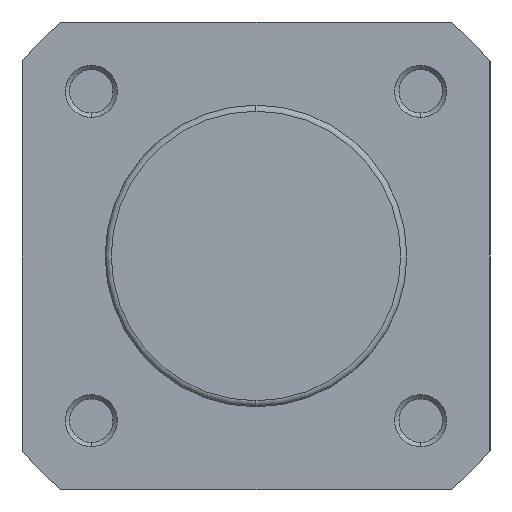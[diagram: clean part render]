
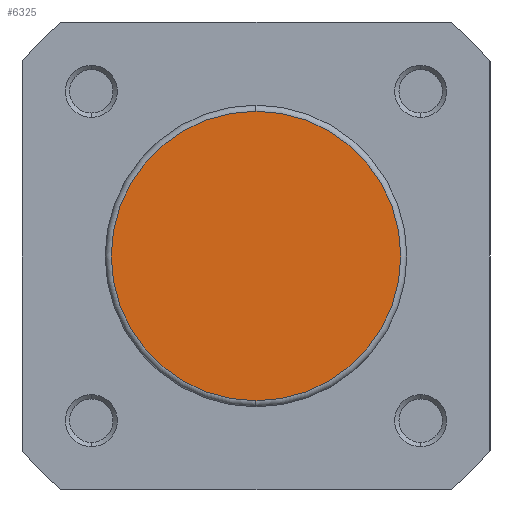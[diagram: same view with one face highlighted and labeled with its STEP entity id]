
A CAD part, left-side view. The second image highlights one B-rep face of the part: STEP entity #6325.
In plain terms, the highlighted planar face has unit normal (-1, 0, 0).
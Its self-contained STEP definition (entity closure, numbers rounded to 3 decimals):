
#367 = ORIENTED_EDGE ( 'NONE', *, *, #1388, .T. ) ;
#368 = ORIENTED_EDGE ( 'NONE', *, *, #1479, .T. ) ;
#1130 = CIRCLE ( 'NONE', #1668, 16.7 ) ;
#1388 = EDGE_CURVE ( 'NONE', #2099, #2285, #1130, .T. ) ;
#1479 = EDGE_CURVE ( 'NONE', #2285, #2099, #6024, .T. ) ;
#1668 = AXIS2_PLACEMENT_3D ( 'NONE', #2748, #2749, #2750 ) ;
#1717 = AXIS2_PLACEMENT_3D ( 'NONE', #2967, #2968, #2969 ) ;
#2050 = AXIS2_PLACEMENT_3D ( 'NONE', #5356, #5359, #5360 ) ;
#2099 = VERTEX_POINT ( 'NONE', #4150 ) ;
#2285 = VERTEX_POINT ( 'NONE', #4338 ) ;
#2748 = CARTESIAN_POINT ( 'NONE',  ( 0., 0., 0. ) ) ;
#2749 = DIRECTION ( 'NONE',  ( -1., 0., 0. ) ) ;
#2750 = DIRECTION ( 'NONE',  ( 0., 0., 1. ) ) ;
#2967 = CARTESIAN_POINT ( 'NONE',  ( 0., 0., 0. ) ) ;
#2968 = DIRECTION ( 'NONE',  ( -1., 0., 0. ) ) ;
#2969 = DIRECTION ( 'NONE',  ( 0., 0., 1. ) ) ;
#3823 = FACE_OUTER_BOUND ( 'NONE', #5620, .T. ) ;
#4150 = CARTESIAN_POINT ( 'NONE',  ( 0., 0., -16.7 ) ) ;
#4338 = CARTESIAN_POINT ( 'NONE',  ( 0., 0., 16.7 ) ) ;
#5356 = CARTESIAN_POINT ( 'NONE',  ( 0., -17.4, 0. ) ) ;
#5357 = PLANE ( 'NONE',  #2050 ) ;
#5359 = DIRECTION ( 'NONE',  ( -1., 0., 0. ) ) ;
#5360 = DIRECTION ( 'NONE',  ( 0., 0., 1. ) ) ;
#5620 = EDGE_LOOP ( 'NONE', ( #368, #367 ) ) ;
#6024 = CIRCLE ( 'NONE', #1717, 16.7 ) ;
#6325 = ADVANCED_FACE ( 'NONE', ( #3823 ), #5357, .T. ) ;
